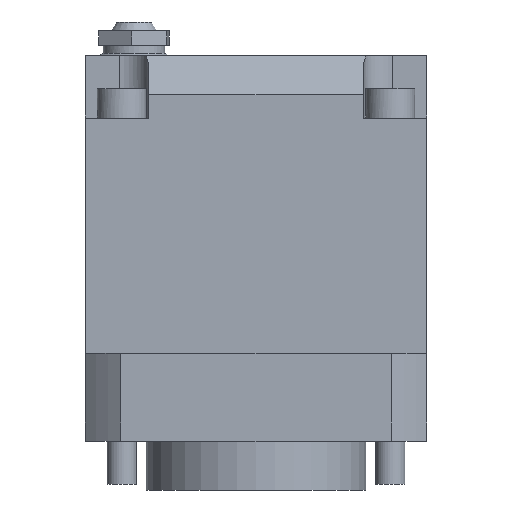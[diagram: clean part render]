
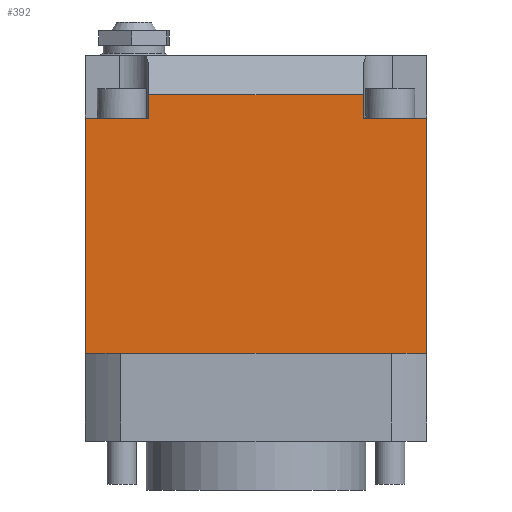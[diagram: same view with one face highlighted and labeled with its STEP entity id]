
A CAD part, left-side view. The second image highlights one B-rep face of the part: STEP entity #392.
In plain terms, the highlighted planar face has unit normal (-1, 0, 0).
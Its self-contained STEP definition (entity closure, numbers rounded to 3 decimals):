
#43=VERTEX_LOOP('',#1085);
#92=LINE('',#1994,#211);
#130=LINE('',#2080,#249);
#134=LINE('',#2085,#253);
#153=LINE('',#2134,#272);
#154=LINE('',#2137,#273);
#155=LINE('',#2139,#274);
#156=LINE('',#2141,#275);
#157=LINE('',#2142,#276);
#211=VECTOR('',#1563,1.);
#249=VECTOR('',#1629,1.);
#253=VECTOR('',#1635,1.);
#272=VECTOR('',#1692,1.);
#273=VECTOR('',#1693,1.);
#274=VECTOR('',#1694,1.);
#275=VECTOR('',#1695,1.);
#276=VECTOR('',#1696,1.);
#328=FACE_BOUND('',#43,.T.);
#329=FACE_BOUND('',#585,.T.);
#392=ADVANCED_FACE('',(#328,#329),#464,.F.);
#464=PLANE('',#1412);
#585=EDGE_LOOP('',(#827,#828,#829,#830,#831,#832,#833,#834));
#827=ORIENTED_EDGE('',*,*,#1240,.T.);
#828=ORIENTED_EDGE('',*,*,#1241,.T.);
#829=ORIENTED_EDGE('',*,*,#1242,.T.);
#830=ORIENTED_EDGE('',*,*,#1243,.T.);
#831=ORIENTED_EDGE('',*,*,#1214,.F.);
#832=ORIENTED_EDGE('',*,*,#1166,.F.);
#833=ORIENTED_EDGE('',*,*,#1210,.T.);
#834=ORIENTED_EDGE('',*,*,#1244,.T.);
#1040=VERTEX_POINT('',#1993);
#1041=VERTEX_POINT('',#1995);
#1074=VERTEX_POINT('',#2079);
#1075=VERTEX_POINT('',#2086);
#1085=VERTEX_POINT('',#2133);
#1086=VERTEX_POINT('',#2135);
#1087=VERTEX_POINT('',#2136);
#1088=VERTEX_POINT('',#2138);
#1089=VERTEX_POINT('',#2140);
#1166=EDGE_CURVE('',#1040,#1041,#92,.T.);
#1210=EDGE_CURVE('',#1040,#1074,#130,.T.);
#1214=EDGE_CURVE('',#1041,#1075,#134,.T.);
#1240=EDGE_CURVE('',#1086,#1087,#153,.T.);
#1241=EDGE_CURVE('',#1087,#1088,#154,.T.);
#1242=EDGE_CURVE('',#1088,#1089,#155,.T.);
#1243=EDGE_CURVE('',#1089,#1075,#156,.T.);
#1244=EDGE_CURVE('',#1074,#1086,#157,.T.);
#1412=AXIS2_PLACEMENT_3D('',#2143,#1697,#1698);
#1563=DIRECTION('',(0.,1.,0.));
#1629=DIRECTION('',(0.,0.,1.));
#1635=DIRECTION('',(0.,0.,1.));
#1692=DIRECTION('',(0.,0.,1.));
#1693=DIRECTION('',(0.,1.,0.));
#1694=DIRECTION('',(0.,0.,-1.));
#1695=DIRECTION('',(0.,1.,0.));
#1696=DIRECTION('',(0.,1.,0.));
#1697=DIRECTION('',(1.,0.,0.));
#1698=DIRECTION('',(0.,0.,1.));
#1993=CARTESIAN_POINT('',(-28.,-35.,18.));
#1994=CARTESIAN_POINT('',(-28.,-37.,18.));
#1995=CARTESIAN_POINT('',(-28.,35.,18.));
#2079=CARTESIAN_POINT('',(-28.,-35.,66.2));
#2080=CARTESIAN_POINT('',(-28.,-35.,79.));
#2085=CARTESIAN_POINT('',(-28.,35.,79.));
#2086=CARTESIAN_POINT('',(-28.,35.,66.2));
#2133=CARTESIAN_POINT('',(-28.,-8.,22.5));
#2134=CARTESIAN_POINT('',(-28.,-22.,79.));
#2135=CARTESIAN_POINT('',(-28.,-22.,66.2));
#2136=CARTESIAN_POINT('',(-28.,-22.,71.));
#2137=CARTESIAN_POINT('',(-28.,22.,71.));
#2138=CARTESIAN_POINT('',(-28.,22.,71.));
#2139=CARTESIAN_POINT('',(-28.,22.,79.));
#2140=CARTESIAN_POINT('',(-28.,22.,66.2));
#2141=CARTESIAN_POINT('',(-28.,-37.,66.2));
#2142=CARTESIAN_POINT('',(-28.,-37.,66.2));
#2143=CARTESIAN_POINT('',(-28.,-37.,79.));
